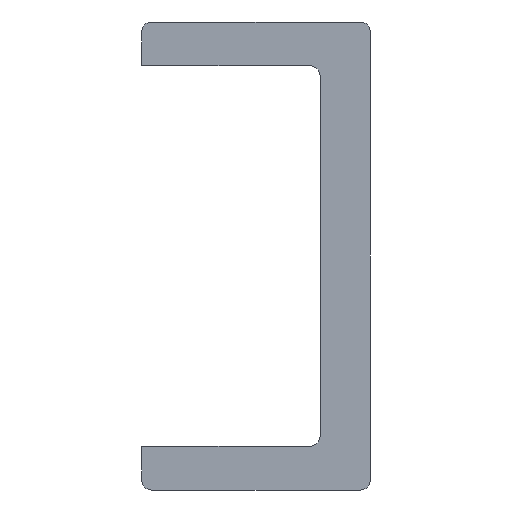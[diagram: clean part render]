
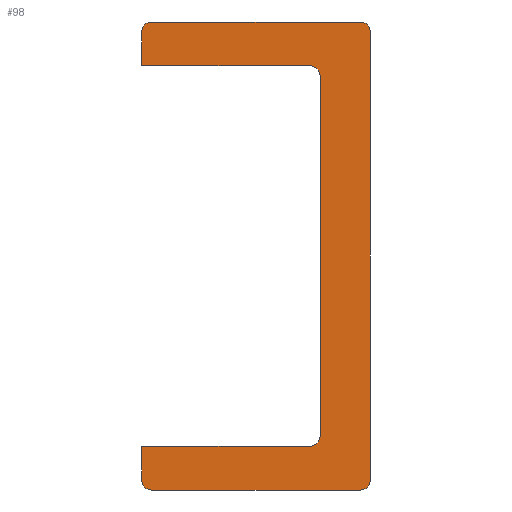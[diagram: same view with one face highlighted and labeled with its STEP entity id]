
A CAD part, front view. The second image highlights one B-rep face of the part: STEP entity #98.
In plain terms, the highlighted planar face has unit normal (0, -1, 0).
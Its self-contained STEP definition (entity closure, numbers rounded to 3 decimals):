
#98 = ADVANCED_FACE( '', ( #237 ), #238, .F. );
#237 = FACE_OUTER_BOUND( '', #392, .T. );
#238 = PLANE( '', #393 );
#392 = EDGE_LOOP( '', ( #613, #614, #615, #616, #617, #618, #619, #620, #621, #622, #623, #624, #625, #626 ) );
#393 = AXIS2_PLACEMENT_3D( '', #627, #628, #629 );
#613 = ORIENTED_EDGE( '', *, *, #777, .F. );
#614 = ORIENTED_EDGE( '', *, *, #819, .T. );
#615 = ORIENTED_EDGE( '', *, *, #820, .F. );
#616 = ORIENTED_EDGE( '', *, *, #821, .T. );
#617 = ORIENTED_EDGE( '', *, *, #779, .F. );
#618 = ORIENTED_EDGE( '', *, *, #814, .F. );
#619 = ORIENTED_EDGE( '', *, *, #822, .F. );
#620 = ORIENTED_EDGE( '', *, *, #810, .F. );
#621 = ORIENTED_EDGE( '', *, *, #823, .F. );
#622 = ORIENTED_EDGE( '', *, *, #824, .F. );
#623 = ORIENTED_EDGE( '', *, *, #763, .F. );
#624 = ORIENTED_EDGE( '', *, *, #789, .T. );
#625 = ORIENTED_EDGE( '', *, *, #825, .F. );
#626 = ORIENTED_EDGE( '', *, *, #749, .T. );
#627 = CARTESIAN_POINT( '', ( -10.5, 0., 21.5 ) );
#628 = DIRECTION( '', ( 0., 1., 0. ) );
#629 = DIRECTION( '', ( 0., 0., 1. ) );
#749 = EDGE_CURVE( '', #864, #862, #865, .F. );
#763 = EDGE_CURVE( '', #886, #888, #889, .T. );
#777 = EDGE_CURVE( '', #912, #862, #914, .T. );
#779 = EDGE_CURVE( '', #916, #917, #918, .T. );
#789 = EDGE_CURVE( '', #886, #932, #934, .F. );
#810 = EDGE_CURVE( '', #967, #968, #969, .T. );
#814 = EDGE_CURVE( '', #973, #916, #974, .T. );
#819 = EDGE_CURVE( '', #912, #979, #980, .F. );
#820 = EDGE_CURVE( '', #981, #979, #982, .T. );
#821 = EDGE_CURVE( '', #981, #917, #983, .F. );
#822 = EDGE_CURVE( '', #968, #973, #984, .T. );
#823 = EDGE_CURVE( '', #985, #967, #986, .T. );
#824 = EDGE_CURVE( '', #888, #985, #987, .T. );
#825 = EDGE_CURVE( '', #864, #932, #988, .T. );
#862 = VERTEX_POINT( '', #1028 );
#864 = VERTEX_POINT( '', #1031 );
#865 = CIRCLE( '', #1032, 0.9 );
#886 = VERTEX_POINT( '', #1055 );
#888 = VERTEX_POINT( '', #1058 );
#889 = LINE( '', #1059, #1060 );
#912 = VERTEX_POINT( '', #1085 );
#914 = LINE( '', #1088, #1089 );
#916 = VERTEX_POINT( '', #1091 );
#917 = VERTEX_POINT( '', #1092 );
#918 = LINE( '', #1093, #1094 );
#932 = VERTEX_POINT( '', #1111 );
#934 = CIRCLE( '', #1114, 0.9 );
#967 = VERTEX_POINT( '', #1152 );
#968 = VERTEX_POINT( '', #1153 );
#969 = LINE( '', #1154, #1155 );
#973 = VERTEX_POINT( '', #1161 );
#974 = LINE( '', #1162, #1163 );
#979 = VERTEX_POINT( '', #1169 );
#980 = CIRCLE( '', #1170, 0.9 );
#981 = VERTEX_POINT( '', #1171 );
#982 = LINE( '', #1172, #1173 );
#983 = CIRCLE( '', #1174, 0.9 );
#984 = CIRCLE( '', #1175, 1. );
#985 = VERTEX_POINT( '', #1176 );
#986 = CIRCLE( '', #1177, 1. );
#987 = LINE( '', #1178, #1179 );
#988 = LINE( '', #1180, #1181 );
#1028 = CARTESIAN_POINT( '', ( 10.5, 0., -20.6 ) );
#1031 = CARTESIAN_POINT( '', ( 9.6, 0., -21.5 ) );
#1032 = AXIS2_PLACEMENT_3D( '', #1226, #1227, #1228 );
#1055 = CARTESIAN_POINT( '', ( -10.5, 0., -20.6 ) );
#1058 = CARTESIAN_POINT( '', ( -10.5, 0., -17.5 ) );
#1059 = CARTESIAN_POINT( '', ( -10.5, 0., -21.5 ) );
#1060 = VECTOR( '', #1250, 1000. );
#1085 = CARTESIAN_POINT( '', ( 10.5, 0., 20.6 ) );
#1088 = CARTESIAN_POINT( '', ( 10.5, 0., 21.5 ) );
#1089 = VECTOR( '', #1281, 1000. );
#1091 = CARTESIAN_POINT( '', ( -10.5, 0., 17.5 ) );
#1092 = CARTESIAN_POINT( '', ( -10.5, 0., 20.6 ) );
#1093 = CARTESIAN_POINT( '', ( -10.5, 0., -21.5 ) );
#1094 = VECTOR( '', #1282, 1000. );
#1111 = CARTESIAN_POINT( '', ( -9.6, 0., -21.5 ) );
#1114 = AXIS2_PLACEMENT_3D( '', #1296, #1297, #1298 );
#1152 = CARTESIAN_POINT( '', ( 5.9, 0., -16.5 ) );
#1153 = CARTESIAN_POINT( '', ( 5.9, 0., 16.5 ) );
#1154 = CARTESIAN_POINT( '', ( 5.9, 0., 16.5 ) );
#1155 = VECTOR( '', #1334, 1000. );
#1161 = CARTESIAN_POINT( '', ( 4.9, 0., 17.5 ) );
#1162 = CARTESIAN_POINT( '', ( 4.9, 0., 17.5 ) );
#1163 = VECTOR( '', #1337, 1000. );
#1169 = CARTESIAN_POINT( '', ( 9.6, 0., 21.5 ) );
#1170 = AXIS2_PLACEMENT_3D( '', #1339, #1340, #1341 );
#1171 = CARTESIAN_POINT( '', ( -9.6, 0., 21.5 ) );
#1172 = CARTESIAN_POINT( '', ( -10.5, 0., 21.5 ) );
#1173 = VECTOR( '', #1342, 1000. );
#1174 = AXIS2_PLACEMENT_3D( '', #1343, #1344, #1345 );
#1175 = AXIS2_PLACEMENT_3D( '', #1346, #1347, #1348 );
#1176 = CARTESIAN_POINT( '', ( 4.9, 0., -17.5 ) );
#1177 = AXIS2_PLACEMENT_3D( '', #1349, #1350, #1351 );
#1178 = CARTESIAN_POINT( '', ( 4.9, 0., -17.5 ) );
#1179 = VECTOR( '', #1352, 1000. );
#1180 = CARTESIAN_POINT( '', ( 10.5, 0., -21.5 ) );
#1181 = VECTOR( '', #1353, 1000. );
#1226 = CARTESIAN_POINT( '', ( 9.6, 0., -20.6 ) );
#1227 = DIRECTION( '', ( 0., 1., 0. ) );
#1228 = DIRECTION( '', ( 0., 0., 1. ) );
#1250 = DIRECTION( '', ( 0., 0., 1. ) );
#1281 = DIRECTION( '', ( 0., 0., -1. ) );
#1282 = DIRECTION( '', ( 0., 0., 1. ) );
#1296 = CARTESIAN_POINT( '', ( -9.6, 0., -20.6 ) );
#1297 = DIRECTION( '', ( 0., 1., 0. ) );
#1298 = DIRECTION( '', ( 0., 0., 1. ) );
#1334 = DIRECTION( '', ( 0., 0., 1. ) );
#1337 = DIRECTION( '', ( -1., 0., 0. ) );
#1339 = CARTESIAN_POINT( '', ( 9.6, 0., 20.6 ) );
#1340 = DIRECTION( '', ( 0., 1., 0. ) );
#1341 = DIRECTION( '', ( 0., 0., 1. ) );
#1342 = DIRECTION( '', ( 1., 0., 0. ) );
#1343 = CARTESIAN_POINT( '', ( -9.6, 0., 20.6 ) );
#1344 = DIRECTION( '', ( 0., 1., 0. ) );
#1345 = DIRECTION( '', ( 0., 0., 1. ) );
#1346 = CARTESIAN_POINT( '', ( 4.9, 0., 16.5 ) );
#1347 = DIRECTION( '', ( 0., -1., 0. ) );
#1348 = DIRECTION( '', ( -1., 0., 0. ) );
#1349 = CARTESIAN_POINT( '', ( 4.9, 0., -16.5 ) );
#1350 = DIRECTION( '', ( 0., -1., 0. ) );
#1351 = DIRECTION( '', ( -1., 0., 0. ) );
#1352 = DIRECTION( '', ( 1., 0., 0. ) );
#1353 = DIRECTION( '', ( -1., 0., 0. ) );
